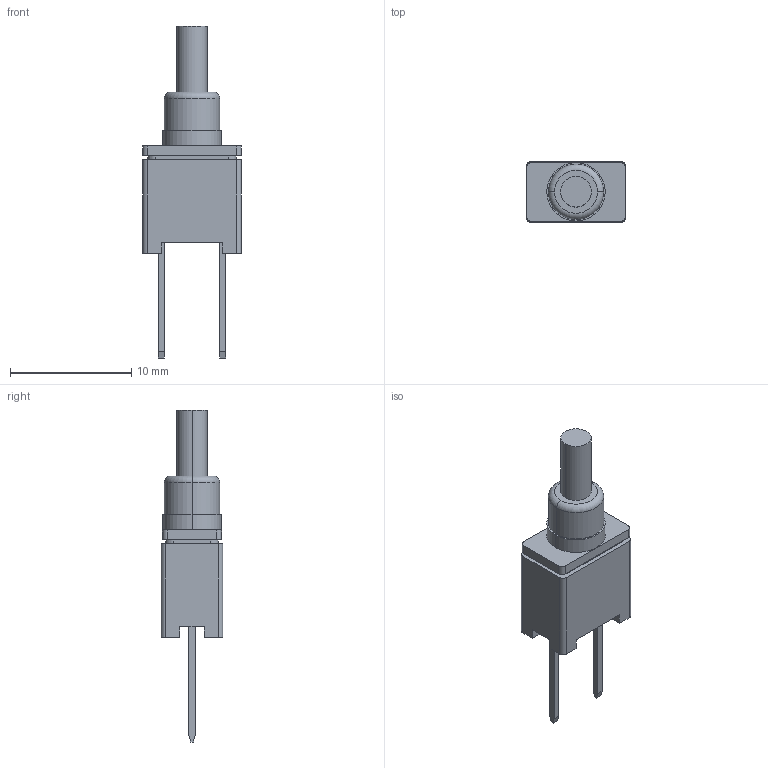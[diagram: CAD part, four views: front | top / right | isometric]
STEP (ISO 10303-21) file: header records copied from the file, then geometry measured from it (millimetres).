
FILE_DESCRIPTION((''),'2;1');
FILE_NAME('38BT-4-V-2-N_SW0001','2012-11-16T',('Administrator'),(''),'PRO/ENGINEER BY PARAMETRIC TECHNOLOGY CORPORATION, 2006200','PRO/ENGINEER BY PARAMETRIC TECHNOLOGY CORPORATION, 2006200','');
FILE_SCHEMA(('CONFIG_CONTROL_DESIGN'));
Length unit declared in the file: inch
Products named in the file (1): 38BT-4-V-2-N_SW0001
Bounding box: 8.13 x 5.08 x 27.43 mm (x, y, z)
Volume: 439.8 mm3; surface area: 466.3 mm2
Topology: 1 solids, 1 shells, 69 faces, 178 edges, 118 vertices
Faces by surface type: plane 45, cylinder 22, torus 2
Entity records: 2644 total; most frequent: CARTESIAN_POINT 365, DIRECTION 364, ORIENTED_EDGE 356, EDGE_CURVE 178, VECTOR 130, LINE 130, VERTEX_POINT 118, AXIS2_PLACEMENT_3D 117
